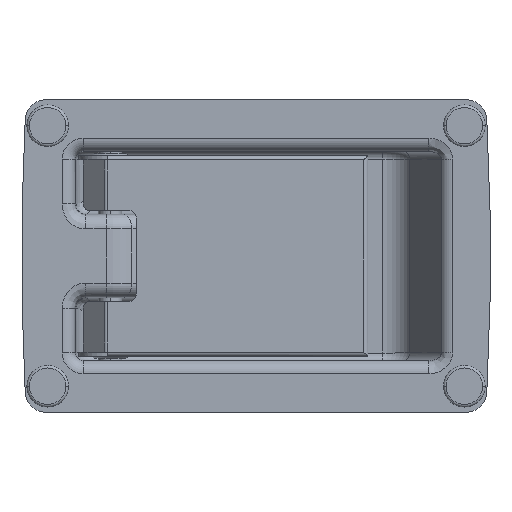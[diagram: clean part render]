
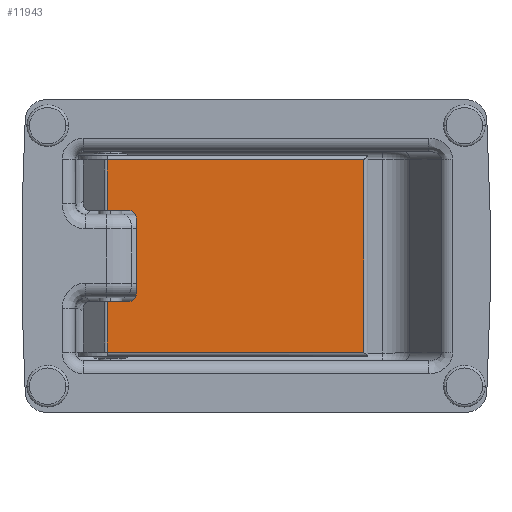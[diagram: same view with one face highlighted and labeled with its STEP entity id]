
A CAD part, top view. The second image highlights one B-rep face of the part: STEP entity #11943.
In plain terms, the highlighted face is planar.
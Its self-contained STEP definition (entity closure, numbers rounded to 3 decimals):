
#72 = DIRECTION ( 'NONE',  ( 0., 0., 1. ) ) ;
#307 = CARTESIAN_POINT ( 'NONE',  ( 97.395, -36.9, -15.1 ) ) ;
#645 = VECTOR ( 'NONE', #9427, 1000. ) ;
#1682 = VECTOR ( 'NONE', #6974, 1000. ) ;
#1722 = DIRECTION ( 'NONE',  ( -1., 0., 0. ) ) ;
#2289 = EDGE_CURVE ( 'NONE', #6782, #6870, #10172, .T. ) ;
#2311 = EDGE_LOOP ( 'NONE', ( #12842, #4623, #11727, #7348, #14514, #5077, #12655, #10874, #4796, #9183 ) ) ;
#2867 = FACE_OUTER_BOUND ( 'NONE', #2311, .T. ) ;
#3200 = CARTESIAN_POINT ( 'NONE',  ( -1.208, 17.5, -15.1 ) ) ;
#3445 = DIRECTION ( 'NONE',  ( -1., 0., 0. ) ) ;
#3536 = CIRCLE ( 'NONE', #7586, 3. ) ;
#3729 = LINE ( 'NONE', #13612, #7107 ) ;
#3833 = DIRECTION ( 'NONE',  ( 0., 1., 0. ) ) ;
#3853 = EDGE_CURVE ( 'NONE', #6255, #11316, #13695, .T. ) ;
#4542 = VECTOR ( 'NONE', #5882, 1000. ) ;
#4623 = ORIENTED_EDGE ( 'NONE', *, *, #14308, .T. ) ;
#4774 = LINE ( 'NONE', #10425, #5304 ) ;
#4796 = ORIENTED_EDGE ( 'NONE', *, *, #3853, .T. ) ;
#5027 = CARTESIAN_POINT ( 'NONE',  ( 10., -14.5, -15.1 ) ) ;
#5077 = ORIENTED_EDGE ( 'NONE', *, *, #2289, .T. ) ;
#5082 = LINE ( 'NONE', #11578, #4542 ) ;
#5122 = VERTEX_POINT ( 'NONE', #5027 ) ;
#5304 = VECTOR ( 'NONE', #13891, 1000. ) ;
#5586 = CARTESIAN_POINT ( 'NONE',  ( 97.395, 36.9, -15.1 ) ) ;
#5837 = CIRCLE ( 'NONE', #10970, 3. ) ;
#5882 = DIRECTION ( 'NONE',  ( 0., 1., 0. ) ) ;
#5896 = CARTESIAN_POINT ( 'NONE',  ( 7., 14.5, -15.1 ) ) ;
#6140 = EDGE_CURVE ( 'NONE', #5122, #9637, #9069, .T. ) ;
#6205 = DIRECTION ( 'NONE',  ( 0., 0., -1. ) ) ;
#6255 = VERTEX_POINT ( 'NONE', #8235 ) ;
#6782 = VERTEX_POINT ( 'NONE', #5586 ) ;
#6829 = CARTESIAN_POINT ( 'NONE',  ( -10.356, -17.5, -15.1 ) ) ;
#6870 = VERTEX_POINT ( 'NONE', #307 ) ;
#6936 = DIRECTION ( 'NONE',  ( -1., 0., 0. ) ) ;
#6974 = DIRECTION ( 'NONE',  ( 1., 0., 0. ) ) ;
#7107 = VECTOR ( 'NONE', #6936, 1000. ) ;
#7209 = CARTESIAN_POINT ( 'NONE',  ( 7., -14.5, -15.1 ) ) ;
#7348 = ORIENTED_EDGE ( 'NONE', *, *, #7697, .T. ) ;
#7467 = CARTESIAN_POINT ( 'NONE',  ( -1.208, 36.9, -15.1 ) ) ;
#7586 = AXIS2_PLACEMENT_3D ( 'NONE', #5896, #72, #10449 ) ;
#7631 = VECTOR ( 'NONE', #3833, 1000. ) ;
#7697 = EDGE_CURVE ( 'NONE', #12739, #12612, #5082, .T. ) ;
#8235 = CARTESIAN_POINT ( 'NONE',  ( -1.208, -17.5, -15.1 ) ) ;
#8363 = AXIS2_PLACEMENT_3D ( 'NONE', #13964, #6205, #1722 ) ;
#8960 = EDGE_CURVE ( 'NONE', #10337, #6255, #10540, .T. ) ;
#9069 = LINE ( 'NONE', #11550, #7631 ) ;
#9101 = CARTESIAN_POINT ( 'NONE',  ( -1.208, -36.9, -15.1 ) ) ;
#9183 = ORIENTED_EDGE ( 'NONE', *, *, #13728, .T. ) ;
#9252 = VECTOR ( 'NONE', #3445, 1000. ) ;
#9427 = DIRECTION ( 'NONE',  ( 0., 1., 0. ) ) ;
#9595 = LINE ( 'NONE', #9101, #9252 ) ;
#9637 = VERTEX_POINT ( 'NONE', #11983 ) ;
#10172 = LINE ( 'NONE', #11719, #10527 ) ;
#10337 = VERTEX_POINT ( 'NONE', #10986 ) ;
#10425 = CARTESIAN_POINT ( 'NONE',  ( 97.395, 36.9, -15.1 ) ) ;
#10449 = DIRECTION ( 'NONE',  ( -1., 0., 0. ) ) ;
#10510 = DIRECTION ( 'NONE',  ( 0., 0., 1. ) ) ;
#10527 = VECTOR ( 'NONE', #13990, 1000. ) ;
#10540 = LINE ( 'NONE', #10543, #645 ) ;
#10543 = CARTESIAN_POINT ( 'NONE',  ( -1.208, 36.9, -15.1 ) ) ;
#10700 = PLANE ( 'NONE',  #8363 ) ;
#10721 = VERTEX_POINT ( 'NONE', #11782 ) ;
#10874 = ORIENTED_EDGE ( 'NONE', *, *, #8960, .T. ) ;
#10970 = AXIS2_PLACEMENT_3D ( 'NONE', #7209, #10510, #11745 ) ;
#10986 = CARTESIAN_POINT ( 'NONE',  ( -1.208, -36.9, -15.1 ) ) ;
#11316 = VERTEX_POINT ( 'NONE', #11862 ) ;
#11550 = CARTESIAN_POINT ( 'NONE',  ( 10., 17.5, -15.1 ) ) ;
#11578 = CARTESIAN_POINT ( 'NONE',  ( -1.208, 36.9, -15.1 ) ) ;
#11645 = EDGE_CURVE ( 'NONE', #6870, #10337, #9595, .T. ) ;
#11719 = CARTESIAN_POINT ( 'NONE',  ( 97.395, 36.9, -15.1 ) ) ;
#11727 = ORIENTED_EDGE ( 'NONE', *, *, #12245, .T. ) ;
#11745 = DIRECTION ( 'NONE',  ( -1., 0., 0. ) ) ;
#11782 = CARTESIAN_POINT ( 'NONE',  ( 7., 17.5, -15.1 ) ) ;
#11862 = CARTESIAN_POINT ( 'NONE',  ( 7., -17.5, -15.1 ) ) ;
#11943 = ADVANCED_FACE ( 'NONE', ( #2867 ), #10700, .T. ) ;
#11983 = CARTESIAN_POINT ( 'NONE',  ( 10., 14.5, -15.1 ) ) ;
#12245 = EDGE_CURVE ( 'NONE', #10721, #12739, #3729, .T. ) ;
#12612 = VERTEX_POINT ( 'NONE', #7467 ) ;
#12655 = ORIENTED_EDGE ( 'NONE', *, *, #11645, .T. ) ;
#12739 = VERTEX_POINT ( 'NONE', #3200 ) ;
#12842 = ORIENTED_EDGE ( 'NONE', *, *, #6140, .T. ) ;
#13436 = EDGE_CURVE ( 'NONE', #12612, #6782, #4774, .T. ) ;
#13612 = CARTESIAN_POINT ( 'NONE',  ( -10.356, 17.5, -15.1 ) ) ;
#13695 = LINE ( 'NONE', #6829, #1682 ) ;
#13728 = EDGE_CURVE ( 'NONE', #11316, #5122, #5837, .T. ) ;
#13891 = DIRECTION ( 'NONE',  ( 1., 0., 0. ) ) ;
#13964 = CARTESIAN_POINT ( 'NONE',  ( -1.871, 36.9, -15.1 ) ) ;
#13990 = DIRECTION ( 'NONE',  ( 0., -1., 0. ) ) ;
#14308 = EDGE_CURVE ( 'NONE', #9637, #10721, #3536, .T. ) ;
#14514 = ORIENTED_EDGE ( 'NONE', *, *, #13436, .T. ) ;
